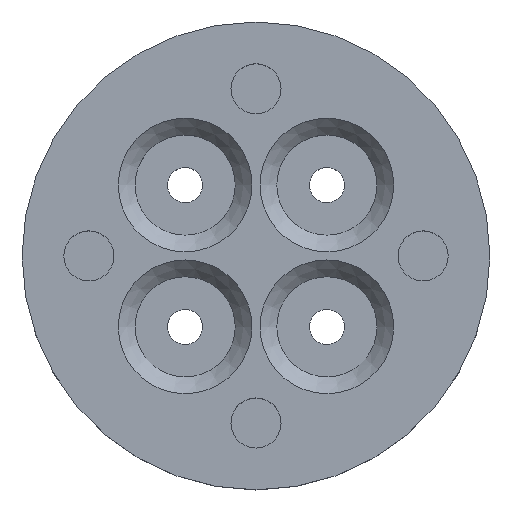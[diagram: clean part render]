
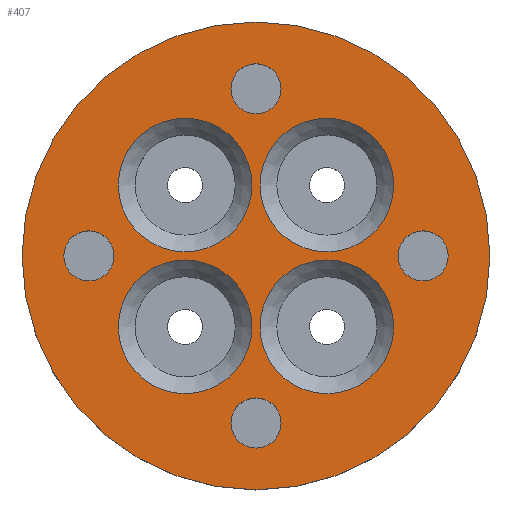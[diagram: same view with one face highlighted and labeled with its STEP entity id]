
A CAD part, top view. The second image highlights one B-rep face of the part: STEP entity #407.
In plain terms, the highlighted planar face has unit normal (0, 0, 1).
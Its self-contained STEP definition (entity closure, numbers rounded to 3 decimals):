
#29=FACE_BOUND('',#88,.T.);
#30=FACE_BOUND('',#89,.T.);
#31=FACE_BOUND('',#90,.T.);
#32=FACE_BOUND('',#91,.T.);
#33=FACE_BOUND('',#92,.T.);
#34=FACE_BOUND('',#93,.T.);
#35=FACE_BOUND('',#94,.T.);
#36=FACE_BOUND('',#95,.T.);
#46=PLANE('',#462);
#58=FACE_OUTER_BOUND('',#87,.T.);
#87=EDGE_LOOP('',(#299));
#88=EDGE_LOOP('',(#300));
#89=EDGE_LOOP('',(#301));
#90=EDGE_LOOP('',(#302));
#91=EDGE_LOOP('',(#303));
#92=EDGE_LOOP('',(#304));
#93=EDGE_LOOP('',(#305));
#94=EDGE_LOOP('',(#306));
#95=EDGE_LOOP('',(#307));
#168=CIRCLE('',#459,4.);
#171=CIRCLE('',#463,14.);
#172=CIRCLE('',#464,4.);
#173=CIRCLE('',#465,4.);
#174=CIRCLE('',#466,1.5);
#175=CIRCLE('',#467,1.5);
#176=CIRCLE('',#468,1.5);
#177=CIRCLE('',#469,1.5);
#178=CIRCLE('',#470,4.);
#204=VERTEX_POINT('',#675);
#207=VERTEX_POINT('',#683);
#208=VERTEX_POINT('',#685);
#209=VERTEX_POINT('',#687);
#210=VERTEX_POINT('',#689);
#211=VERTEX_POINT('',#691);
#212=VERTEX_POINT('',#693);
#213=VERTEX_POINT('',#695);
#214=VERTEX_POINT('',#697);
#240=EDGE_CURVE('',#204,#204,#168,.T.);
#244=EDGE_CURVE('',#207,#207,#171,.T.);
#245=EDGE_CURVE('',#208,#208,#172,.T.);
#246=EDGE_CURVE('',#209,#209,#173,.T.);
#247=EDGE_CURVE('',#210,#210,#174,.T.);
#248=EDGE_CURVE('',#211,#211,#175,.T.);
#249=EDGE_CURVE('',#212,#212,#176,.T.);
#250=EDGE_CURVE('',#213,#213,#177,.T.);
#251=EDGE_CURVE('',#214,#214,#178,.T.);
#299=ORIENTED_EDGE('',*,*,#244,.T.);
#300=ORIENTED_EDGE('',*,*,#245,.F.);
#301=ORIENTED_EDGE('',*,*,#246,.F.);
#302=ORIENTED_EDGE('',*,*,#247,.T.);
#303=ORIENTED_EDGE('',*,*,#248,.T.);
#304=ORIENTED_EDGE('',*,*,#249,.T.);
#305=ORIENTED_EDGE('',*,*,#250,.T.);
#306=ORIENTED_EDGE('',*,*,#251,.F.);
#307=ORIENTED_EDGE('',*,*,#240,.F.);
#407=ADVANCED_FACE('',(#58,#29,#30,#31,#32,#33,#34,#35,#36),#46,.T.);
#459=AXIS2_PLACEMENT_3D('',#676,#527,#528);
#462=AXIS2_PLACEMENT_3D('',#682,#534,#535);
#463=AXIS2_PLACEMENT_3D('',#684,#536,#537);
#464=AXIS2_PLACEMENT_3D('',#686,#538,#539);
#465=AXIS2_PLACEMENT_3D('',#688,#540,#541);
#466=AXIS2_PLACEMENT_3D('',#690,#542,#543);
#467=AXIS2_PLACEMENT_3D('',#692,#544,#545);
#468=AXIS2_PLACEMENT_3D('',#694,#546,#547);
#469=AXIS2_PLACEMENT_3D('',#696,#548,#549);
#470=AXIS2_PLACEMENT_3D('',#698,#550,#551);
#527=DIRECTION('center_axis',(0.,0.,1.));
#528=DIRECTION('ref_axis',(-1.,0.,0.));
#534=DIRECTION('center_axis',(0.,0.,1.));
#535=DIRECTION('ref_axis',(1.,0.,0.));
#536=DIRECTION('center_axis',(0.,0.,1.));
#537=DIRECTION('ref_axis',(1.,0.,0.));
#538=DIRECTION('center_axis',(0.,0.,1.));
#539=DIRECTION('ref_axis',(-1.,0.,0.));
#540=DIRECTION('center_axis',(0.,0.,1.));
#541=DIRECTION('ref_axis',(-1.,0.,0.));
#542=DIRECTION('center_axis',(0.,0.,-1.));
#543=DIRECTION('ref_axis',(1.,0.,0.));
#544=DIRECTION('center_axis',(0.,0.,-1.));
#545=DIRECTION('ref_axis',(1.,0.,0.));
#546=DIRECTION('center_axis',(0.,0.,-1.));
#547=DIRECTION('ref_axis',(1.,0.,0.));
#548=DIRECTION('center_axis',(0.,0.,-1.));
#549=DIRECTION('ref_axis',(1.,0.,0.));
#550=DIRECTION('center_axis',(0.,0.,1.));
#551=DIRECTION('ref_axis',(-1.,0.,0.));
#675=CARTESIAN_POINT('',(-0.243,4.242,6.));
#676=CARTESIAN_POINT('Origin',(-4.243,4.242,6.));
#682=CARTESIAN_POINT('Origin',(0.,0.,6.));
#683=CARTESIAN_POINT('',(-14.,0.,6.));
#684=CARTESIAN_POINT('Origin',(0.,0.,6.));
#685=CARTESIAN_POINT('',(8.242,4.243,6.));
#686=CARTESIAN_POINT('Origin',(4.242,4.243,6.));
#687=CARTESIAN_POINT('',(-0.242,-4.243,6.));
#688=CARTESIAN_POINT('Origin',(-4.242,-4.243,6.));
#689=CARTESIAN_POINT('',(-1.5,-10.,6.));
#690=CARTESIAN_POINT('Origin',(0.,-10.,6.));
#691=CARTESIAN_POINT('',(8.5,0.,6.));
#692=CARTESIAN_POINT('Origin',(10.,0.,6.));
#693=CARTESIAN_POINT('',(-11.5,0.,6.));
#694=CARTESIAN_POINT('Origin',(-10.,0.,6.));
#695=CARTESIAN_POINT('',(-1.5,10.,6.));
#696=CARTESIAN_POINT('Origin',(0.,10.,6.));
#697=CARTESIAN_POINT('',(8.243,-4.242,6.));
#698=CARTESIAN_POINT('Origin',(4.243,-4.242,6.));
